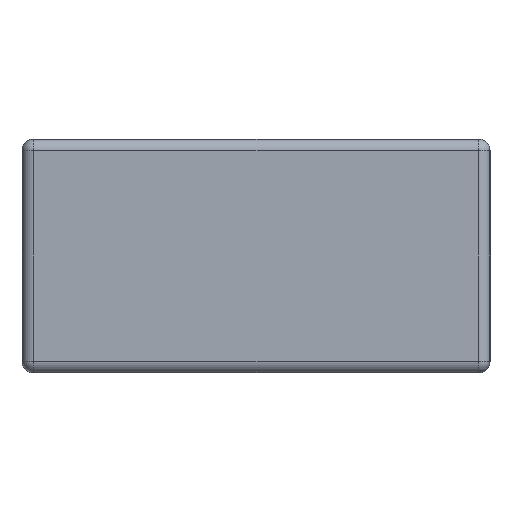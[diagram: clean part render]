
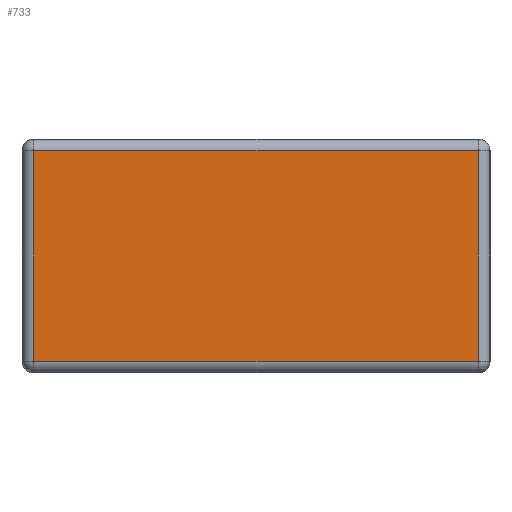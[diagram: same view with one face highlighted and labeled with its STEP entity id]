
A CAD part, left-side view. The second image highlights one B-rep face of the part: STEP entity #733.
In plain terms, the highlighted planar face has unit normal (-1, 0, 0).
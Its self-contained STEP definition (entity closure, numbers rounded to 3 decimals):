
#733=ADVANCED_FACE('',(#1858),#1859,.F.);
#801=EDGE_CURVE('',#1960,#1961,#1962,.T.);
#803=EDGE_CURVE('',#1961,#1964,#1965,.T.);
#805=EDGE_CURVE('',#1964,#1967,#1968,.T.);
#807=EDGE_CURVE('',#1967,#1960,#1970,.T.);
#1858=FACE_OUTER_BOUND('',#3420,.T.);
#1859=PLANE('',#3421);
#1960=VERTEX_POINT('',#3543);
#1961=VERTEX_POINT('',#3544);
#1962=LINE('',#3545,#3546);
#1964=VERTEX_POINT('',#3549);
#1965=LINE('',#3550,#3551);
#1967=VERTEX_POINT('',#3554);
#1968=LINE('',#3555,#3556);
#1970=LINE('',#3559,#3560);
#3420=EDGE_LOOP('',(#5473,#5474,#5475,#5476));
#3421=AXIS2_PLACEMENT_3D('',#5477,#5478,#5479);
#3543=CARTESIAN_POINT('',(-4.5,-0.95,0.95));
#3544=CARTESIAN_POINT('',(-4.5,0.95,0.95));
#3545=CARTESIAN_POINT('',(-4.5,1.0,0.95));
#3546=VECTOR('',#5664,1.0);
#3549=CARTESIAN_POINT('',(-4.5,0.95,0.05));
#3550=CARTESIAN_POINT('',(-4.5,0.95,1.0));
#3551=VECTOR('',#5665,1.0);
#3554=CARTESIAN_POINT('',(-4.5,-0.95,0.05));
#3555=CARTESIAN_POINT('',(-4.5,1.0,0.05));
#3556=VECTOR('',#5666,1.0);
#3559=CARTESIAN_POINT('',(-4.5,-0.95,1.0));
#3560=VECTOR('',#5667,1.0);
#5473=ORIENTED_EDGE('',*,*,#801,.T.);
#5474=ORIENTED_EDGE('',*,*,#803,.T.);
#5475=ORIENTED_EDGE('',*,*,#805,.T.);
#5476=ORIENTED_EDGE('',*,*,#807,.T.);
#5477=CARTESIAN_POINT('',(-4.5,1.0,1.0));
#5478=DIRECTION('',(1.0,0.0,0.0));
#5479=DIRECTION('',(0.0,1.0,0.0));
#5664=DIRECTION('',(-0.0,1.0,-0.0));
#5665=DIRECTION('',(0.0,0.0,-1.0));
#5666=DIRECTION('',(0.0,-1.0,0.0));
#5667=DIRECTION('',(-0.0,-0.0,1.0));
